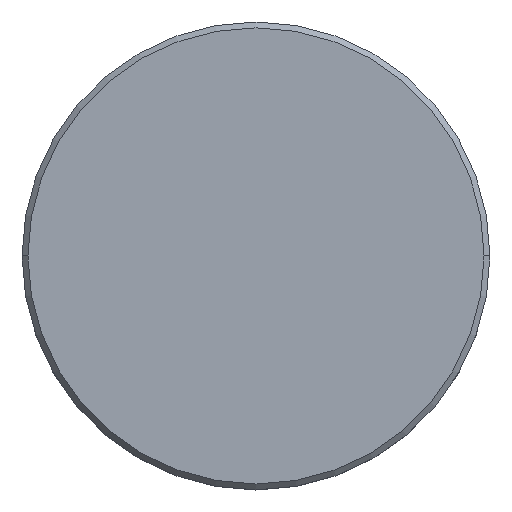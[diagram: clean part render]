
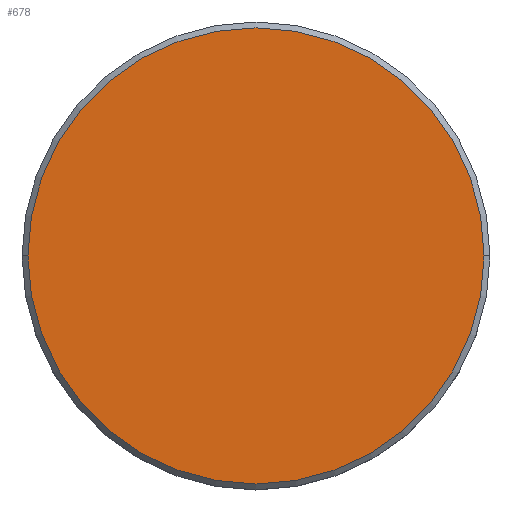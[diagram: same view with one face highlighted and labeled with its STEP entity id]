
A CAD part, top view. The second image highlights one B-rep face of the part: STEP entity #678.
In plain terms, the highlighted planar face has unit normal (0, 0, 1).
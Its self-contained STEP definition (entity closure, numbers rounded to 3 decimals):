
#51 = ORIENTED_EDGE ( 'NONE', *, *, #990, .T. ) ;
#109 = AXIS2_PLACEMENT_3D ( 'NONE', #326, #415, #1153 ) ;
#176 = CARTESIAN_POINT ( 'NONE',  ( 0., 0., 0. ) ) ;
#242 = CARTESIAN_POINT ( 'NONE',  ( -19.5, 0., 0. ) ) ;
#264 = VERTEX_POINT ( 'NONE', #345 ) ;
#278 = EDGE_CURVE ( 'NONE', #264, #1107, #364, .T. ) ;
#326 = CARTESIAN_POINT ( 'NONE',  ( 0., 0., 0. ) ) ;
#343 = ORIENTED_EDGE ( 'NONE', *, *, #278, .T. ) ;
#345 = CARTESIAN_POINT ( 'NONE',  ( 19.5, 0., 0. ) ) ;
#364 = CIRCLE ( 'NONE', #546, 19.5 ) ;
#393 = DIRECTION ( 'NONE',  ( 0., 0., 1. ) ) ;
#415 = DIRECTION ( 'NONE',  ( 0., 0., 1. ) ) ;
#506 = CARTESIAN_POINT ( 'NONE',  ( 0., 0., 0. ) ) ;
#546 = AXIS2_PLACEMENT_3D ( 'NONE', #176, #555, #817 ) ;
#555 = DIRECTION ( 'NONE',  ( 0., 0., 1. ) ) ;
#562 = EDGE_LOOP ( 'NONE', ( #51, #343 ) ) ;
#650 = CIRCLE ( 'NONE', #109, 19.5 ) ;
#666 = FACE_OUTER_BOUND ( 'NONE', #562, .T. ) ;
#677 = PLANE ( 'NONE',  #718 ) ;
#678 = ADVANCED_FACE ( 'NONE', ( #666 ), #677, .T. ) ;
#718 = AXIS2_PLACEMENT_3D ( 'NONE', #506, #393, #1130 ) ;
#817 = DIRECTION ( 'NONE',  ( 1., 0., 0. ) ) ;
#990 = EDGE_CURVE ( 'NONE', #1107, #264, #650, .T. ) ;
#1107 = VERTEX_POINT ( 'NONE', #242 ) ;
#1130 = DIRECTION ( 'NONE',  ( 1., 0., 0. ) ) ;
#1153 = DIRECTION ( 'NONE',  ( 1., 0., 0. ) ) ;
